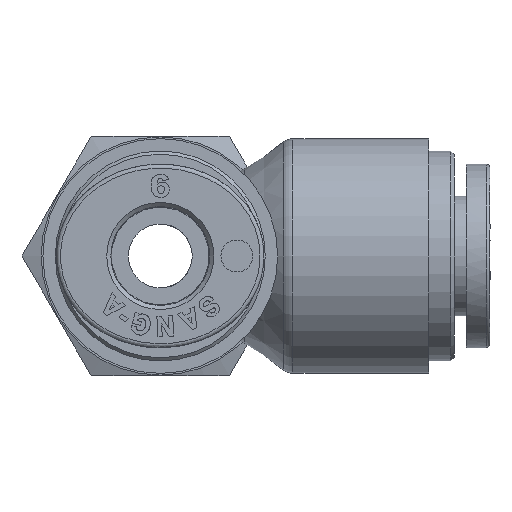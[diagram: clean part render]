
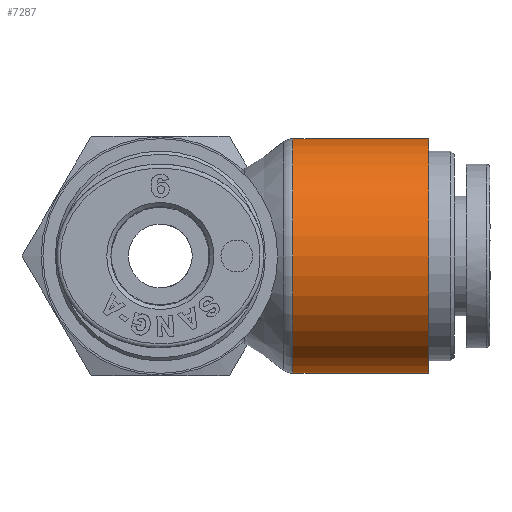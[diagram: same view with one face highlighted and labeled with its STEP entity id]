
A CAD part, left-side view. The second image highlights one B-rep face of the part: STEP entity #7287.
In plain terms, the highlighted cylindrical face has radius 7.35 mm (diameter 14.7 mm), a full revolution.
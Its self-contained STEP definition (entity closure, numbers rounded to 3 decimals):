
#7209=CARTESIAN_POINT('',(7.35,-8.309,0.));
#7210=VERTEX_POINT('',#7209);
#7211=CARTESIAN_POINT('',(0.,-8.309,0.0));
#7212=DIRECTION('',(0.0,1.0,0.0));
#7213=DIRECTION('',(-1.0,0.0,0.0));
#7214=AXIS2_PLACEMENT_3D('',#7211,#7212,#7213);
#7215=CIRCLE('',#7214,7.35);
#7216=EDGE_CURVE('',#7210,#7210,#7215,.T.);
#7268=CARTESIAN_POINT('',(0.,-12.4,0.0));
#7269=DIRECTION('',(0.,-1.0,0.0));
#7270=DIRECTION('',(1.0,0.0,0.0));
#7271=AXIS2_PLACEMENT_3D('',#7268,#7269,#7270);
#7272=CYLINDRICAL_SURFACE('',#7271,7.35);
#7273=CARTESIAN_POINT('',(7.35,-16.8,0.0));
#7274=VERTEX_POINT('',#7273);
#7275=CARTESIAN_POINT('',(0.,-16.8,0.0));
#7276=DIRECTION('',(0.0,-1.0,0.0));
#7277=DIRECTION('',(1.0,0.0,0.0));
#7278=AXIS2_PLACEMENT_3D('',#7275,#7276,#7277);
#7279=CIRCLE('',#7278,7.35);
#7280=EDGE_CURVE('',#7274,#7274,#7279,.T.);
#7281=ORIENTED_EDGE('',*,*,#7280,.F.);
#7282=EDGE_LOOP('',(#7281));
#7283=FACE_OUTER_BOUND('',#7282,.T.);
#7284=ORIENTED_EDGE('',*,*,#7216,.F.);
#7285=EDGE_LOOP('',(#7284));
#7286=FACE_BOUND('',#7285,.T.);
#7287=ADVANCED_FACE('',(#7283,#7286),#7272,.T.);
